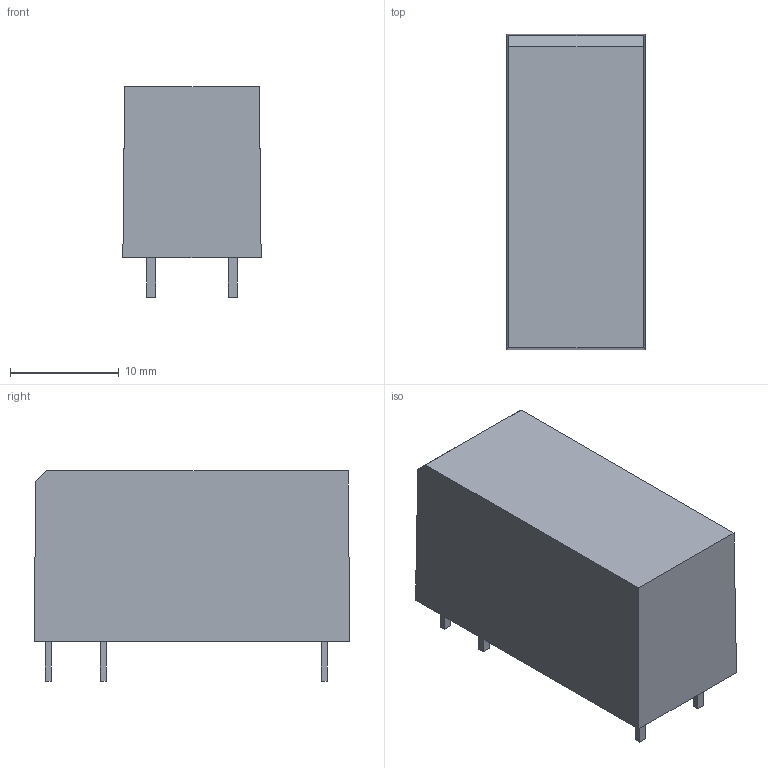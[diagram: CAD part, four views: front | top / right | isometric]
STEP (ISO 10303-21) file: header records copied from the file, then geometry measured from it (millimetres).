
FILE_DESCRIPTION(('CATIA V5R24 STEP','CAx-IF Rec.Pracs.--- Model Styling and Organization---1.2---2011-12-15'),'2;1');
FILE_NAME ('7419715_3', '2017-07-13T07:58:17+00:00', ('Weidmueller Interface'), ('Weidmueller'), 'CATIA Version 5-6 Release 2014 SP4', 'CATIA V5 STEP AP214', 'none');
FILE_SCHEMA(('AUTOMOTIVE_DESIGN { 1 0 10303 214 1 1 1 1 }'));
Length unit declared in the file: millimetre
Products named in the file (1): 1984080000
Bounding box: 12.7 x 29 x 19.3 mm (x, y, z)
Volume: 5678.9 mm3; surface area: 2079.2 mm2
Topology: 7 solids, 7 shells, 43 faces, 95 edges, 66 vertices
Faces by surface type: plane 43
Entity records: 1191 total; most frequent: CARTESIAN_POINT 194, ORIENTED_EDGE 190, DIRECTION 159, VECTOR 95, EDGE_CURVE 95, LINE 95, VERTEX_POINT 66, ADVANCED_FACE 43
